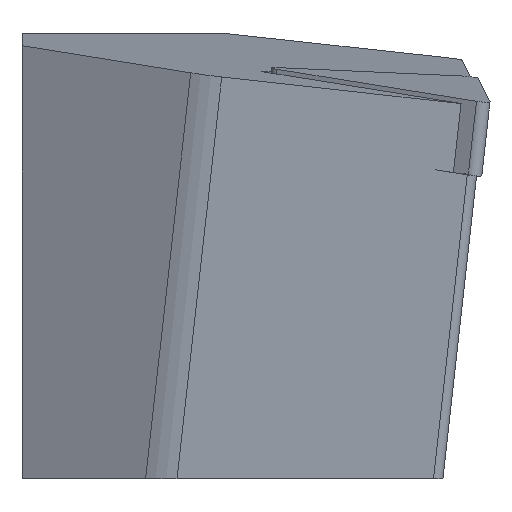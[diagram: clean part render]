
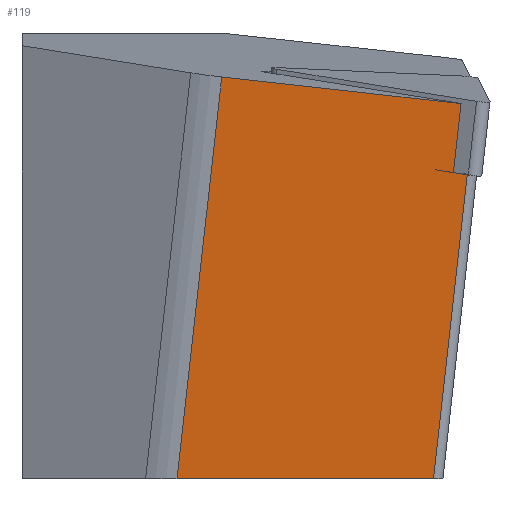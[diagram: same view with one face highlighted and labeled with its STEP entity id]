
A CAD part, left-side view. The second image highlights one B-rep face of the part: STEP entity #119.
In plain terms, the highlighted planar face has unit normal (-0.995, 0.011, -0.098).
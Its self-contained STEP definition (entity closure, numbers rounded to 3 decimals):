
#119=ADVANCED_FACE('',(#168),#142,.F.);
#142=PLANE('',#599);
#168=FACE_OUTER_BOUND('',#195,.T.);
#195=EDGE_LOOP('',(#382,#383,#384,#385,#386,#387));
#231=LINE('',#807,#288);
#238=LINE('',#823,#295);
#239=LINE('',#827,#296);
#240=LINE('',#829,#297);
#241=LINE('',#830,#298);
#242=LINE('',#832,#299);
#288=VECTOR('',#668,1.);
#295=VECTOR('',#681,1.);
#296=VECTOR('',#686,1.);
#297=VECTOR('',#687,1.);
#298=VECTOR('',#688,1.);
#299=VECTOR('',#689,1.);
#382=ORIENTED_EDGE('',*,*,#540,.F.);
#383=ORIENTED_EDGE('',*,*,#541,.F.);
#384=ORIENTED_EDGE('',*,*,#530,.F.);
#385=ORIENTED_EDGE('',*,*,#542,.T.);
#386=ORIENTED_EDGE('',*,*,#543,.F.);
#387=ORIENTED_EDGE('',*,*,#538,.F.);
#472=VERTEX_POINT('',#790);
#480=VERTEX_POINT('',#806);
#486=VERTEX_POINT('',#822);
#487=VERTEX_POINT('',#824);
#488=VERTEX_POINT('',#828);
#489=VERTEX_POINT('',#831);
#530=EDGE_CURVE('',#480,#472,#231,.T.);
#538=EDGE_CURVE('',#486,#487,#238,.T.);
#540=EDGE_CURVE('',#488,#486,#239,.T.);
#541=EDGE_CURVE('',#472,#488,#240,.T.);
#542=EDGE_CURVE('',#480,#489,#241,.T.);
#543=EDGE_CURVE('',#487,#489,#242,.T.);
#599=AXIS2_PLACEMENT_3D('',#833,#690,#691);
#668=DIRECTION('',(0.,-0.994,-0.11));
#681=DIRECTION('',(0.098,0.11,-0.989));
#686=DIRECTION('',(0.,-0.994,-0.11));
#687=DIRECTION('',(0.098,0.11,-0.989));
#688=DIRECTION('',(0.098,0.11,-0.989));
#689=DIRECTION('',(0.011,1.,0.));
#690=DIRECTION('',(0.995,-0.011,0.098));
#691=DIRECTION('',(0.098,0.,-0.995));
#790=CARTESIAN_POINT('',(0.642,1.269,0.003));
#806=CARTESIAN_POINT('',(0.642,11.482,1.137));
#807=CARTESIAN_POINT('',(0.642,0.677,-0.063));
#822=CARTESIAN_POINT('',(0.935,1.005,-3.011));
#823=CARTESIAN_POINT('',(2.589,2.852,-19.647));
#824=CARTESIAN_POINT('',(2.227,2.447,-16.));
#827=CARTESIAN_POINT('',(0.935,1.005,-3.011));
#828=CARTESIAN_POINT('',(0.935,1.596,-2.945));
#829=CARTESIAN_POINT('',(2.589,3.443,-19.581));
#830=CARTESIAN_POINT('',(2.589,13.656,-18.447));
#831=CARTESIAN_POINT('',(2.346,13.385,-16.));
#832=CARTESIAN_POINT('',(2.231,2.856,-16.));
#833=CARTESIAN_POINT('',(2.589,2.852,-19.647));
